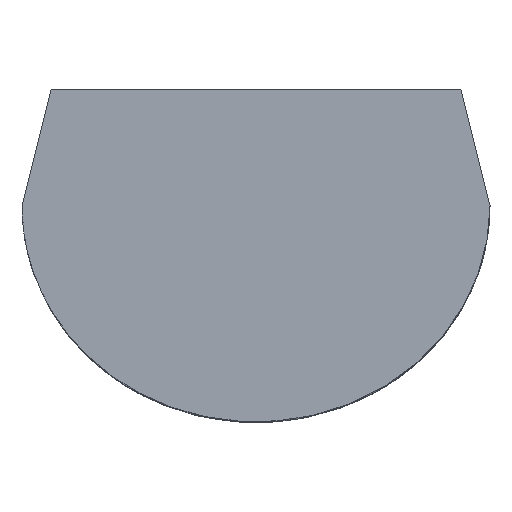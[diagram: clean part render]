
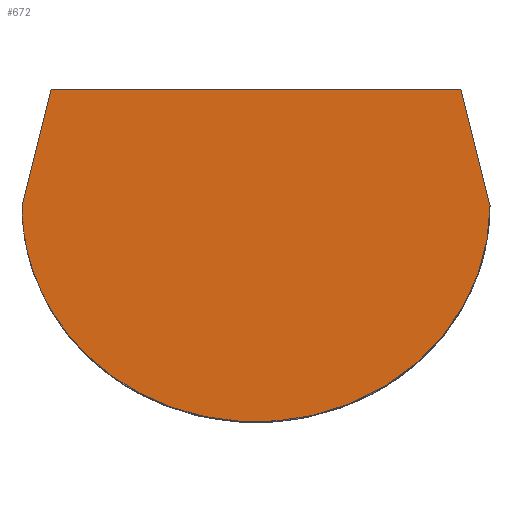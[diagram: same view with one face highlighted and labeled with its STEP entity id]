
A CAD part, top view. The second image highlights one B-rep face of the part: STEP entity #672.
In plain terms, the highlighted planar face has unit normal (0, 0, 1).
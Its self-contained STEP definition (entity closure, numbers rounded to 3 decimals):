
#25 = DIRECTION ( 'NONE',  ( 0., 0., 1. ) ) ;
#51 = CARTESIAN_POINT ( 'NONE',  ( 2.415, -0.25, 7.37 ) ) ;
#80 = PLANE ( 'NONE',  #760 ) ;
#145 = CARTESIAN_POINT ( 'NONE',  ( 0., 0., 7.37 ) ) ;
#227 = VERTEX_POINT ( 'NONE', #437 ) ;
#283 = ORIENTED_EDGE ( 'NONE', *, *, #809, .F. ) ;
#291 = ORIENTED_EDGE ( 'NONE', *, *, #1093, .F. ) ;
#307 = VERTEX_POINT ( 'NONE', #699 ) ;
#324 = VECTOR ( 'NONE', #786, 1000. ) ;
#393 = VECTOR ( 'NONE', #425, 1000. ) ;
#425 = DIRECTION ( 'NONE',  ( 0.244, 0.97, 0. ) ) ;
#430 = EDGE_LOOP ( 'NONE', ( #291, #283, #514, #588 ) ) ;
#437 = CARTESIAN_POINT ( 'NONE',  ( -2.113, 0.95, 7.37 ) ) ;
#506 = VERTEX_POINT ( 'NONE', #666 ) ;
#514 = ORIENTED_EDGE ( 'NONE', *, *, #1083, .T. ) ;
#525 = DIRECTION ( 'NONE',  ( -1., 0., 0. ) ) ;
#541 = CARTESIAN_POINT ( 'NONE',  ( -2.113, 0.95, 7.37 ) ) ;
#588 = ORIENTED_EDGE ( 'NONE', *, *, #933, .T. ) ;
#654 = CARTESIAN_POINT ( 'NONE',  ( 0., 0.95, 7.37 ) ) ;
#666 = CARTESIAN_POINT ( 'NONE',  ( -2.415, -0.25, 7.37 ) ) ;
#672 = ADVANCED_FACE ( 'NONE', ( #706 ), #80, .T. ) ;
#673 = VERTEX_POINT ( 'NONE', #932 ) ;
#678 = LINE ( 'NONE', #541, #393 ) ;
#699 = CARTESIAN_POINT ( 'NONE',  ( 2.415, -0.25, 7.37 ) ) ;
#706 = FACE_OUTER_BOUND ( 'NONE', #430, .T. ) ;
#736 =( BOUNDED_CURVE ( )  B_SPLINE_CURVE ( 3, ( #51, #1058, #962, #873 ),
 .UNSPECIFIED., .F., .F. ) 
 B_SPLINE_CURVE_WITH_KNOTS ( ( 4, 4 ),
 ( 0., 0.007 ),
 .UNSPECIFIED. ) 
 CURVE ( )  GEOMETRIC_REPRESENTATION_ITEM ( )  RATIONAL_B_SPLINE_CURVE ( ( 1., 0.333, 0.333, 1. ) ) 
 REPRESENTATION_ITEM ( '' )  );
#760 = AXIS2_PLACEMENT_3D ( 'NONE', #145, #25, #1042 ) ;
#764 = LINE ( 'NONE', #654, #1069 ) ;
#786 = DIRECTION ( 'NONE',  ( -0.244, 0.97, 0. ) ) ;
#809 = EDGE_CURVE ( 'NONE', #307, #506, #736, .T. ) ;
#872 = CARTESIAN_POINT ( 'NONE',  ( 2.415, -0.25, 7.37 ) ) ;
#873 = CARTESIAN_POINT ( 'NONE',  ( -2.415, -0.25, 7.37 ) ) ;
#932 = CARTESIAN_POINT ( 'NONE',  ( 2.113, 0.95, 7.37 ) ) ;
#933 = EDGE_CURVE ( 'NONE', #673, #227, #764, .T. ) ;
#961 = LINE ( 'NONE', #872, #324 ) ;
#962 = CARTESIAN_POINT ( 'NONE',  ( -2.415, -4.71, 7.37 ) ) ;
#1042 = DIRECTION ( 'NONE',  ( 1., 0., 0. ) ) ;
#1058 = CARTESIAN_POINT ( 'NONE',  ( 2.415, -4.71, 7.37 ) ) ;
#1069 = VECTOR ( 'NONE', #525, 1000. ) ;
#1083 = EDGE_CURVE ( 'NONE', #307, #673, #961, .T. ) ;
#1093 = EDGE_CURVE ( 'NONE', #506, #227, #678, .T. ) ;
